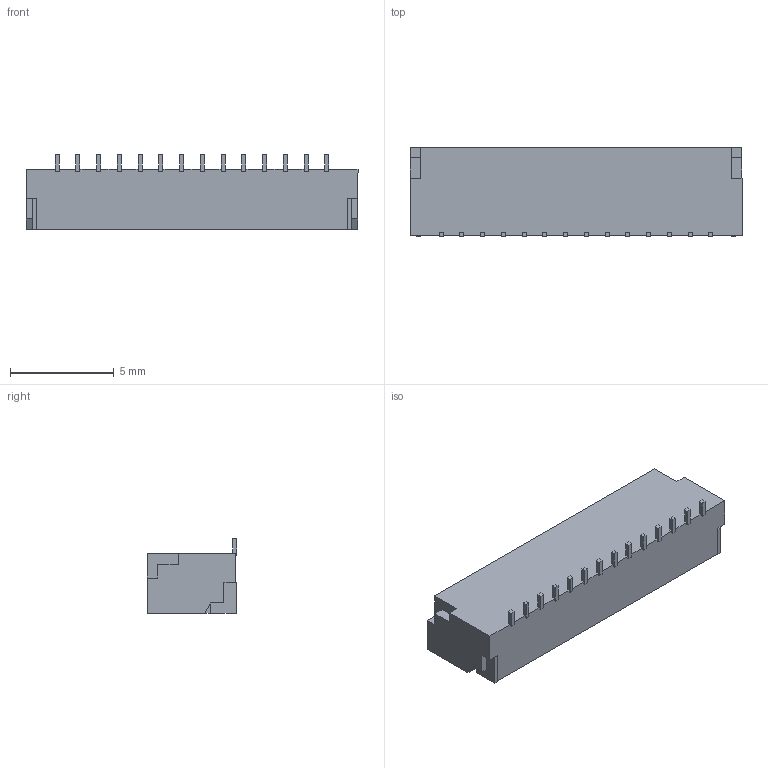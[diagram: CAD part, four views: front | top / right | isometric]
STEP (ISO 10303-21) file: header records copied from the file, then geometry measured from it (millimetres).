
FILE_DESCRIPTION (( 'STEP AP214' ), '1' );
FILE_NAME ('BM14B-SRSS.STEP', '2010-06-15T09:30:06', ( ' ' ), ( ' ' ), 'SwSTEP 2.0', 'SolidWorks 2005235', '' );
FILE_SCHEMA (( 'AUTOMOTIVE_DESIGN' ));
Length unit declared in the file: millimetre
Products named in the file (1): BM14B-SRSS
Bounding box: 16 x 4.32 x 3.6 mm (x, y, z)
Volume: 106 mm3; surface area: 394.6 mm2
Topology: 1 solids, 1 shells, 203 faces, 554 edges, 368 vertices
Faces by surface type: plane 203
Entity records: 8532 total; most frequent: CARTESIAN_POINT 1126, ORIENTED_EDGE 1108, DIRECTION 962, EDGE_CURVE 554, VECTOR 554, LINE 554, VERTEX_POINT 368, EDGE_LOOP 218
